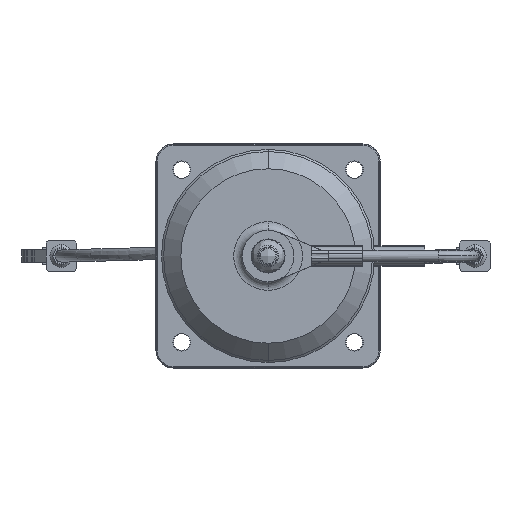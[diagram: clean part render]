
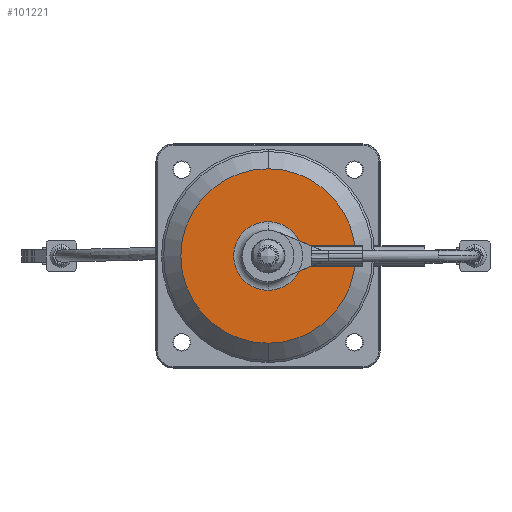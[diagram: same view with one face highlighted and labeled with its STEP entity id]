
A CAD part, left-side view. The second image highlights one B-rep face of the part: STEP entity #101221.
In plain terms, the highlighted planar face has unit normal (-1, 0, 0).
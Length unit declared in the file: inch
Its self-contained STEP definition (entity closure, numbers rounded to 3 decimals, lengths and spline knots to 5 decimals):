
#5035 = DIRECTION ( 'NONE',  ( -1., 0., 0. ) ) ;
#5555 = PLANE ( 'NONE',  #22373 ) ;
#5961 = DIRECTION ( 'NONE',  ( 0., 0., -1. ) ) ;
#9715 = CARTESIAN_POINT ( 'NONE',  ( -1.98344, 2.70555, 5.45105 ) ) ;
#9941 = CIRCLE ( 'NONE', #65823, 0.2495 ) ;
#10258 = DIRECTION ( 'NONE',  ( 0., 0., 1. ) ) ;
#11392 = VERTEX_POINT ( 'NONE', #73513 ) ;
#11613 = ORIENTED_EDGE ( 'NONE', *, *, #48910, .T. ) ;
#12365 = ORIENTED_EDGE ( 'NONE', *, *, #92166, .T. ) ;
#13628 = CIRCLE ( 'NONE', #85143, 0.2495 ) ;
#14832 = FACE_BOUND ( 'NONE', #69667, .T. ) ;
#14902 = CARTESIAN_POINT ( 'NONE',  ( -1.98344, 2.70555, 5.45105 ) ) ;
#14963 = EDGE_CURVE ( 'NONE', #46401, #34072, #18993, .T. ) ;
#18993 = CIRCLE ( 'NONE', #38193, 0.6325 ) ;
#19629 = CARTESIAN_POINT ( 'NONE',  ( -1.98344, 2.70555, 5.45105 ) ) ;
#22373 = AXIS2_PLACEMENT_3D ( 'NONE', #105534, #22464, #55800 ) ;
#22464 = DIRECTION ( 'NONE',  ( -1., 0., 0. ) ) ;
#23532 = CARTESIAN_POINT ( 'NONE',  ( -1.98344, 2.70555, 5.70055 ) ) ;
#28448 = CARTESIAN_POINT ( 'NONE',  ( -1.98344, 2.70555, 4.81855 ) ) ;
#31953 = AXIS2_PLACEMENT_3D ( 'NONE', #9715, #67683, #10258 ) ;
#34072 = VERTEX_POINT ( 'NONE', #93686 ) ;
#38193 = AXIS2_PLACEMENT_3D ( 'NONE', #79909, #5035, #38332 ) ;
#38332 = DIRECTION ( 'NONE',  ( 0., 0., 1. ) ) ;
#40512 = DIRECTION ( 'NONE',  ( 0., 0., -1. ) ) ;
#43528 = EDGE_CURVE ( 'NONE', #34072, #46401, #66848, .T. ) ;
#46401 = VERTEX_POINT ( 'NONE', #28448 ) ;
#48910 = EDGE_CURVE ( 'NONE', #101801, #11392, #9941, .T. ) ;
#55800 = DIRECTION ( 'NONE',  ( 0., 0., -1. ) ) ;
#56854 = FACE_OUTER_BOUND ( 'NONE', #62716, .T. ) ;
#62716 = EDGE_LOOP ( 'NONE', ( #106715, #66699 ) ) ;
#65823 = AXIS2_PLACEMENT_3D ( 'NONE', #19629, #101070, #5961 ) ;
#66699 = ORIENTED_EDGE ( 'NONE', *, *, #14963, .T. ) ;
#66848 = CIRCLE ( 'NONE', #31953, 0.6325 ) ;
#67683 = DIRECTION ( 'NONE',  ( -1., 0., 0. ) ) ;
#69667 = EDGE_LOOP ( 'NONE', ( #12365, #11613 ) ) ;
#73513 = CARTESIAN_POINT ( 'NONE',  ( -1.98344, 2.70555, 5.20155 ) ) ;
#79909 = CARTESIAN_POINT ( 'NONE',  ( -1.98344, 2.70555, 5.45105 ) ) ;
#85143 = AXIS2_PLACEMENT_3D ( 'NONE', #14902, #98465, #40512 ) ;
#92166 = EDGE_CURVE ( 'NONE', #11392, #101801, #13628, .T. ) ;
#93686 = CARTESIAN_POINT ( 'NONE',  ( -1.98344, 2.70555, 6.08355 ) ) ;
#98465 = DIRECTION ( 'NONE',  ( 1., 0., 0. ) ) ;
#101070 = DIRECTION ( 'NONE',  ( 1., 0., 0. ) ) ;
#101221 = ADVANCED_FACE ( 'NONE', ( #14832, #56854 ), #5555, .T. ) ;
#101801 = VERTEX_POINT ( 'NONE', #23532 ) ;
#105534 = CARTESIAN_POINT ( 'NONE',  ( -1.98344, 3.20905, 5.45105 ) ) ;
#106715 = ORIENTED_EDGE ( 'NONE', *, *, #43528, .T. ) ;
